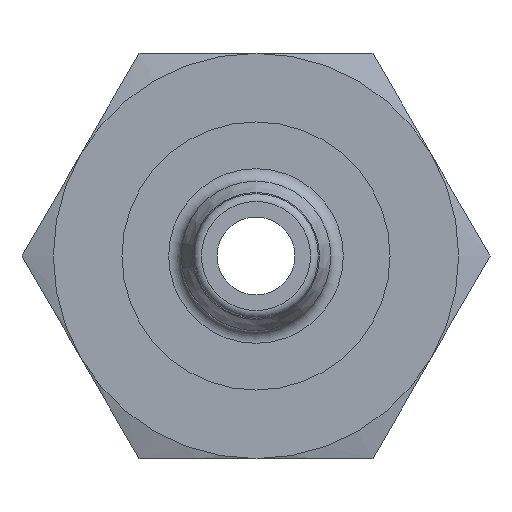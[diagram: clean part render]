
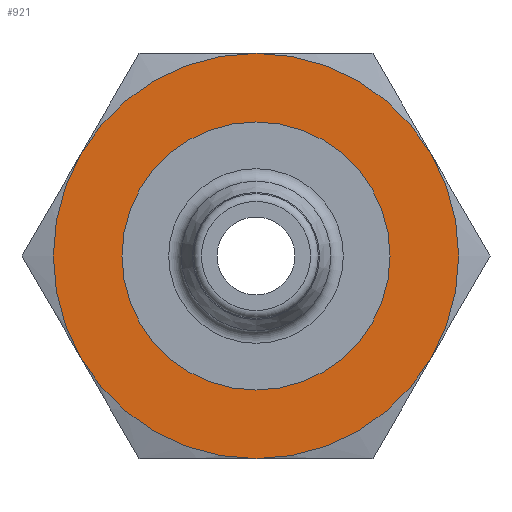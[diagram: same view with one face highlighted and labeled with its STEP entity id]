
A CAD part, left-side view. The second image highlights one B-rep face of the part: STEP entity #921.
In plain terms, the highlighted planar face has unit normal (-1, 0, 0).
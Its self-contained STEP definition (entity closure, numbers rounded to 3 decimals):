
#85=PLANE('',#1059);
#135=CIRCLE('',#1048,4.3);
#136=CIRCLE('',#1050,6.5);
#137=CIRCLE('',#1052,6.5);
#138=CIRCLE('',#1054,6.5);
#139=CIRCLE('',#1056,6.5);
#140=CIRCLE('',#1058,6.5);
#141=CIRCLE('',#1060,6.5);
#362=ORIENTED_EDGE('',*,*,#483,.F.);
#363=ORIENTED_EDGE('',*,*,#484,.T.);
#364=ORIENTED_EDGE('',*,*,#488,.T.);
#365=ORIENTED_EDGE('',*,*,#489,.T.);
#366=ORIENTED_EDGE('',*,*,#487,.T.);
#367=ORIENTED_EDGE('',*,*,#486,.T.);
#368=ORIENTED_EDGE('',*,*,#485,.T.);
#483=EDGE_CURVE('',#569,#569,#135,.T.);
#484=EDGE_CURVE('',#548,#546,#136,.T.);
#485=EDGE_CURVE('',#550,#548,#137,.T.);
#486=EDGE_CURVE('',#552,#550,#138,.T.);
#487=EDGE_CURVE('',#554,#552,#139,.T.);
#488=EDGE_CURVE('',#546,#544,#140,.T.);
#489=EDGE_CURVE('',#544,#554,#141,.T.);
#544=VERTEX_POINT('',#1617);
#546=VERTEX_POINT('',#1629);
#548=VERTEX_POINT('',#1641);
#550=VERTEX_POINT('',#1653);
#552=VERTEX_POINT('',#1665);
#554=VERTEX_POINT('',#1677);
#569=VERTEX_POINT('',#1725);
#717=EDGE_LOOP('',(#362));
#718=EDGE_LOOP('',(#363,#364,#365,#366,#367,#368));
#821=FACE_BOUND('',#717,.T.);
#822=FACE_BOUND('',#718,.T.);
#921=ADVANCED_FACE('',(#821,#822),#85,.F.);
#1048=AXIS2_PLACEMENT_3D('',#1724,#1299,#1300);
#1050=AXIS2_PLACEMENT_3D('',#1727,#1303,#1304);
#1052=AXIS2_PLACEMENT_3D('',#1729,#1307,#1308);
#1054=AXIS2_PLACEMENT_3D('',#1731,#1311,#1312);
#1056=AXIS2_PLACEMENT_3D('',#1733,#1315,#1316);
#1058=AXIS2_PLACEMENT_3D('',#1735,#1319,#1320);
#1059=AXIS2_PLACEMENT_3D('',#1736,#1321,#1322);
#1060=AXIS2_PLACEMENT_3D('',#1737,#1323,#1324);
#1299=DIRECTION('',(-1.,0.,0.));
#1300=DIRECTION('',(0.,0.,1.));
#1303=DIRECTION('',(-1.,0.,0.));
#1304=DIRECTION('',(0.,0.,1.));
#1307=DIRECTION('',(-1.,0.,0.));
#1308=DIRECTION('',(0.,0.,1.));
#1311=DIRECTION('',(-1.,0.,0.));
#1312=DIRECTION('',(0.,0.,1.));
#1315=DIRECTION('',(-1.,0.,0.));
#1316=DIRECTION('',(0.,0.,1.));
#1319=DIRECTION('',(-1.,0.,0.));
#1320=DIRECTION('',(0.,0.,1.));
#1321=DIRECTION('',(1.,0.,0.));
#1322=DIRECTION('',(0.,0.,-1.));
#1323=DIRECTION('',(-1.,0.,0.));
#1324=DIRECTION('',(0.,0.,1.));
#1617=CARTESIAN_POINT('',(12.7,-5.629,3.25));
#1629=CARTESIAN_POINT('',(12.7,-5.629,-3.25));
#1641=CARTESIAN_POINT('',(12.7,0.,-6.5));
#1653=CARTESIAN_POINT('',(12.7,5.629,-3.25));
#1665=CARTESIAN_POINT('',(12.7,5.629,3.25));
#1677=CARTESIAN_POINT('',(12.7,0.,6.5));
#1724=CARTESIAN_POINT('',(12.7,0.,0.));
#1725=CARTESIAN_POINT('',(12.7,0.,4.3));
#1727=CARTESIAN_POINT('',(12.7,0.,0.));
#1729=CARTESIAN_POINT('',(12.7,0.,0.));
#1731=CARTESIAN_POINT('',(12.7,0.,0.));
#1733=CARTESIAN_POINT('',(12.7,0.,0.));
#1735=CARTESIAN_POINT('',(12.7,0.,0.));
#1736=CARTESIAN_POINT('',(12.7,-6.5,0.));
#1737=CARTESIAN_POINT('',(12.7,0.,0.));
